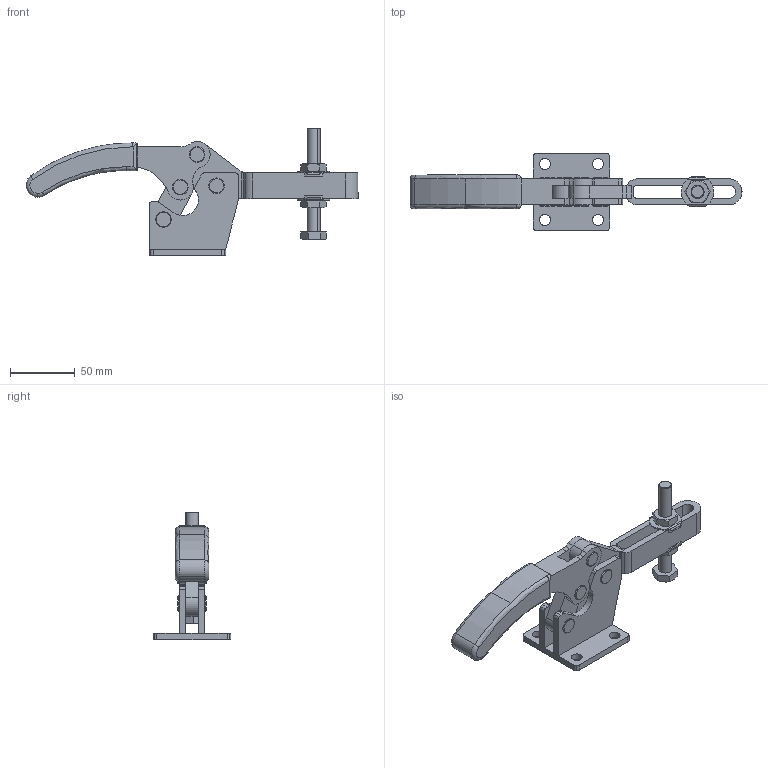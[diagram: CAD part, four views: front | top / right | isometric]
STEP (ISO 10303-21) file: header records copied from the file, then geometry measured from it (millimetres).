
FILE_DESCRIPTION((''),'2;1');
FILE_NAME('MH8UB.stp','2006-07-12T08:50:02',('Matthew'),(''),'Autodesk Inventor 8','Autodesk Inventor 8','');
FILE_SCHEMA(('AUTOMOTIVE_DESIGN { 1 0 10303 214 1 1 1 1 }'));
Length unit declared in the file: millimetre
Products named in the file (7): MH8UB; MH8UB1; MH8UB2; MH8UB3; MH8UB4; MH8UB5; MH8UB6
Assembly tree (6 placements, depth 2):
  MH8UB
    MH8UB1
    MH8UB2
    MH8UB3
    MH8UB4
    MH8UB5
    MH8UB6
Bounding box: 255.97 x 60 x 98.35 mm (x, y, z)
Volume: 161782.6 mm3; surface area: 60607.5 mm2
Topology: 7 solids, 7 shells, 308 faces, 795 edges, 514 vertices
Faces by surface type: cylinder 164, plane 104, cone 28, torus 12
Entity records: 9922 total; most frequent: CARTESIAN_POINT 2010, DIRECTION 1721, ORIENTED_EDGE 1590, EDGE_CURVE 795, AXIS2_PLACEMENT_3D 675, VERTEX_POINT 514, VECTOR 371, LINE 371
